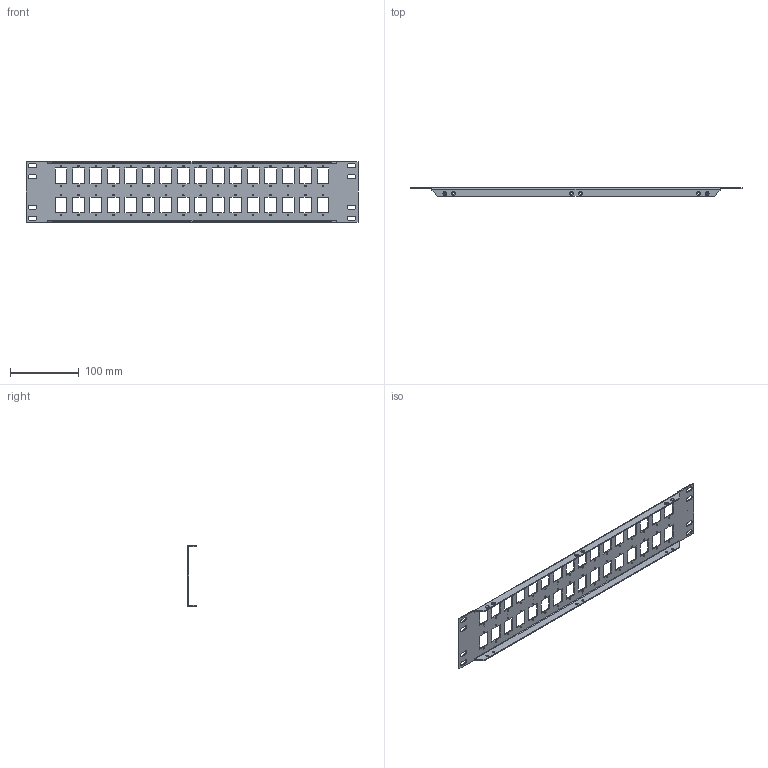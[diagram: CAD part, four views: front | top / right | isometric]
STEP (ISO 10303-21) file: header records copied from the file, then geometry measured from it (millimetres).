
FILE_DESCRIPTION (( 'STEP AP203' ), '1' );
FILE_NAME ('PR35F504B.STEP', '2014-10-15T19:42:36', ( 'x' ), ( '' ), 'SwSTEP 2.0', 'SolidWorks 2014', '' );
FILE_SCHEMA (( 'CONFIG_CONTROL_DESIGN' ));
Products named in the file (1): PR35F504B
Bounding box: 482.6 x 12.7 x 88.39 mm (x, y, z)
Volume: 57528 mm3; surface area: 82643.7 mm2
Topology: 1 solids, 1 shells, 1232 faces, 3419 edges, 2274 vertices
Faces by surface type: plane 579, bspline 481, cylinder 148, cone 24
Entity records: 60780 total; most frequent: CARTESIAN_POINT 31671, ORIENTED_EDGE 6838, DIRECTION 4305, EDGE_CURVE 3419, VERTEX_POINT 2274, LINE 2113, VECTOR 2113, EDGE_LOOP 1549
